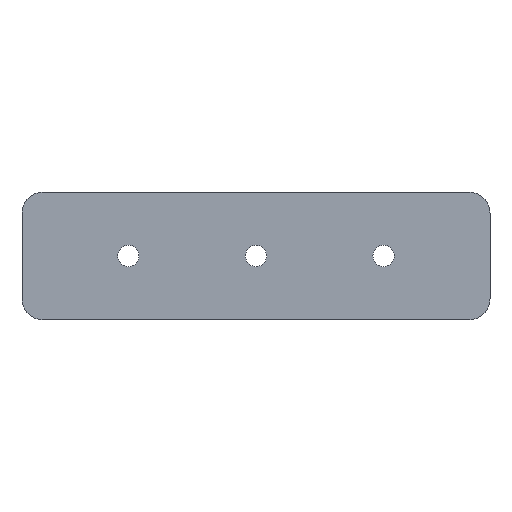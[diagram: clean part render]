
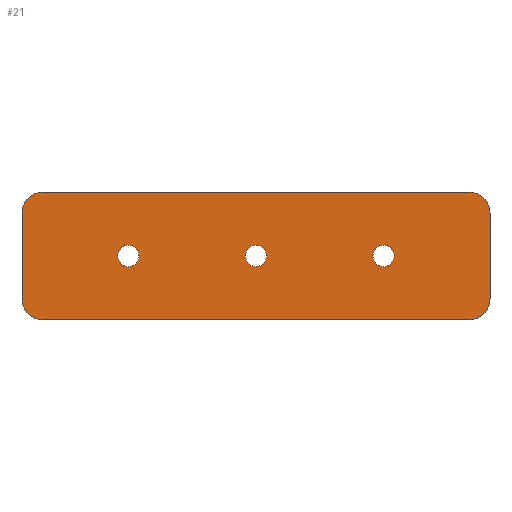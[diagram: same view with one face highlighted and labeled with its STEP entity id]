
A CAD part, top view. The second image highlights one B-rep face of the part: STEP entity #21.
In plain terms, the highlighted planar face has unit normal (0, 0, 1).
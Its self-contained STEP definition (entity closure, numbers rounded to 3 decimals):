
#4 = AXIS2_PLACEMENT_3D ( 'NONE', #130, #127, #363 ) ;
#11 = VERTEX_POINT ( 'NONE', #175 ) ;
#16 = EDGE_CURVE ( 'NONE', #550, #150, #504, .T. ) ;
#20 = VECTOR ( 'NONE', #481, 1000. ) ;
#21 = ADVANCED_FACE ( 'NONE', ( #427, #258, #240, #47 ), #405, .F. ) ;
#28 = DIRECTION ( 'NONE',  ( 0., 0., -1. ) ) ;
#29 = CARTESIAN_POINT ( 'NONE',  ( -11., 0., 1. ) ) ;
#31 = ORIENTED_EDGE ( 'NONE', *, *, #381, .T. ) ;
#32 = CARTESIAN_POINT ( 'NONE',  ( -1., 0., 1. ) ) ;
#34 = CARTESIAN_POINT ( 'NONE',  ( -20., -4., 1. ) ) ;
#44 = CARTESIAN_POINT ( 'NONE',  ( -20., 6., 1. ) ) ;
#46 = AXIS2_PLACEMENT_3D ( 'NONE', #182, #414, #320 ) ;
#47 = FACE_OUTER_BOUND ( 'NONE', #532, .T. ) ;
#54 = ORIENTED_EDGE ( 'NONE', *, *, #86, .T. ) ;
#69 = AXIS2_PLACEMENT_3D ( 'NONE', #34, #479, #207 ) ;
#70 = VERTEX_POINT ( 'NONE', #261 ) ;
#83 = CARTESIAN_POINT ( 'NONE',  ( -20., -6., 1. ) ) ;
#86 = EDGE_CURVE ( 'NONE', #457, #179, #591, .T. ) ;
#87 = LINE ( 'NONE', #215, #555 ) ;
#95 = CARTESIAN_POINT ( 'NONE',  ( 20., 6., 1. ) ) ;
#98 = VERTEX_POINT ( 'NONE', #307 ) ;
#99 = VERTEX_POINT ( 'NONE', #83 ) ;
#126 = ORIENTED_EDGE ( 'NONE', *, *, #189, .T. ) ;
#127 = DIRECTION ( 'NONE',  ( 0., 0., 1. ) ) ;
#128 = ORIENTED_EDGE ( 'NONE', *, *, #142, .T. ) ;
#130 = CARTESIAN_POINT ( 'NONE',  ( 20., 4., 1. ) ) ;
#136 = VERTEX_POINT ( 'NONE', #44 ) ;
#138 = CARTESIAN_POINT ( 'NONE',  ( -12., 0., 1. ) ) ;
#141 = VERTEX_POINT ( 'NONE', #366 ) ;
#142 = EDGE_CURVE ( 'NONE', #340, #347, #345, .T. ) ;
#147 = VECTOR ( 'NONE', #387, 1000. ) ;
#149 = ORIENTED_EDGE ( 'NONE', *, *, #289, .T. ) ;
#150 = VERTEX_POINT ( 'NONE', #95 ) ;
#158 = DIRECTION ( 'NONE',  ( -1., 0., 0. ) ) ;
#164 = CARTESIAN_POINT ( 'NONE',  ( -12., 0., 1. ) ) ;
#166 = LINE ( 'NONE', #249, #147 ) ;
#167 = LINE ( 'NONE', #375, #565 ) ;
#173 = AXIS2_PLACEMENT_3D ( 'NONE', #138, #547, #236 ) ;
#175 = CARTESIAN_POINT ( 'NONE',  ( 20., -6., 1. ) ) ;
#177 = EDGE_LOOP ( 'NONE', ( #379, #128 ) ) ;
#179 = VERTEX_POINT ( 'NONE', #503 ) ;
#182 = CARTESIAN_POINT ( 'NONE',  ( 0., 0., 1. ) ) ;
#189 = EDGE_CURVE ( 'NONE', #11, #198, #556, .T. ) ;
#198 = VERTEX_POINT ( 'NONE', #557 ) ;
#199 = ORIENTED_EDGE ( 'NONE', *, *, #455, .T. ) ;
#200 = DIRECTION ( 'NONE',  ( 0., 0., 1. ) ) ;
#207 = DIRECTION ( 'NONE',  ( -1., 0., 0. ) ) ;
#210 = CIRCLE ( 'NONE', #545, 1. ) ;
#215 = CARTESIAN_POINT ( 'NONE',  ( -22., -6., 1. ) ) ;
#216 = EDGE_CURVE ( 'NONE', #141, #259, #312, .T. ) ;
#222 = EDGE_LOOP ( 'NONE', ( #54, #437 ) ) ;
#235 = EDGE_CURVE ( 'NONE', #70, #98, #167, .T. ) ;
#236 = DIRECTION ( 'NONE',  ( -1., 0., 0. ) ) ;
#237 = CARTESIAN_POINT ( 'NONE',  ( 20., -4., 1. ) ) ;
#240 = FACE_BOUND ( 'NONE', #177, .T. ) ;
#243 = AXIS2_PLACEMENT_3D ( 'NONE', #489, #535, #302 ) ;
#249 = CARTESIAN_POINT ( 'NONE',  ( 22., -6., 1. ) ) ;
#250 = ORIENTED_EDGE ( 'NONE', *, *, #463, .T. ) ;
#258 = FACE_BOUND ( 'NONE', #222, .T. ) ;
#259 = VERTEX_POINT ( 'NONE', #293 ) ;
#261 = CARTESIAN_POINT ( 'NONE',  ( -22., 4., 1. ) ) ;
#263 = CIRCLE ( 'NONE', #69, 2. ) ;
#266 = CARTESIAN_POINT ( 'NONE',  ( 12., 0., 1. ) ) ;
#268 = DIRECTION ( 'NONE',  ( 0., 0., -1. ) ) ;
#279 = ORIENTED_EDGE ( 'NONE', *, *, #354, .T. ) ;
#280 = DIRECTION ( 'NONE',  ( -1., 0., 0. ) ) ;
#289 = EDGE_CURVE ( 'NONE', #198, #550, #166, .T. ) ;
#293 = CARTESIAN_POINT ( 'NONE',  ( 13., 0., 1. ) ) ;
#302 = DIRECTION ( 'NONE',  ( -1., 0., 0. ) ) ;
#307 = CARTESIAN_POINT ( 'NONE',  ( -22., -4., 1. ) ) ;
#311 = EDGE_CURVE ( 'NONE', #136, #70, #421, .T. ) ;
#312 = CIRCLE ( 'NONE', #324, 1. ) ;
#317 = DIRECTION ( 'NONE',  ( 0., 0., 1. ) ) ;
#320 = DIRECTION ( 'NONE',  ( -1., 0., 0. ) ) ;
#324 = AXIS2_PLACEMENT_3D ( 'NONE', #466, #513, #280 ) ;
#332 = ORIENTED_EDGE ( 'NONE', *, *, #16, .T. ) ;
#340 = VERTEX_POINT ( 'NONE', #29 ) ;
#343 = EDGE_CURVE ( 'NONE', #179, #457, #514, .T. ) ;
#345 = CIRCLE ( 'NONE', #173, 1. ) ;
#347 = VERTEX_POINT ( 'NONE', #573 ) ;
#348 = ORIENTED_EDGE ( 'NONE', *, *, #235, .T. ) ;
#354 = EDGE_CURVE ( 'NONE', #98, #99, #263, .T. ) ;
#363 = DIRECTION ( 'NONE',  ( -1., 0., 0. ) ) ;
#366 = CARTESIAN_POINT ( 'NONE',  ( 11., 0., 1. ) ) ;
#369 = ORIENTED_EDGE ( 'NONE', *, *, #216, .T. ) ;
#374 = AXIS2_PLACEMENT_3D ( 'NONE', #237, #317, #464 ) ;
#375 = CARTESIAN_POINT ( 'NONE',  ( -22., -6., 1. ) ) ;
#376 = EDGE_CURVE ( 'NONE', #347, #340, #210, .T. ) ;
#379 = ORIENTED_EDGE ( 'NONE', *, *, #376, .T. ) ;
#381 = EDGE_CURVE ( 'NONE', #150, #136, #502, .T. ) ;
#383 = ORIENTED_EDGE ( 'NONE', *, *, #311, .T. ) ;
#385 = DIRECTION ( 'NONE',  ( -1., 0., 0. ) ) ;
#387 = DIRECTION ( 'NONE',  ( 0., 1., 0. ) ) ;
#393 = CARTESIAN_POINT ( 'NONE',  ( -22., 6., 1. ) ) ;
#405 = PLANE ( 'NONE',  #243 ) ;
#408 = CARTESIAN_POINT ( 'NONE',  ( 22., 4., 1. ) ) ;
#414 = DIRECTION ( 'NONE',  ( 0., 0., -1. ) ) ;
#421 = CIRCLE ( 'NONE', #530, 2. ) ;
#427 = FACE_BOUND ( 'NONE', #469, .T. ) ;
#428 = CARTESIAN_POINT ( 'NONE',  ( -20., 4., 1. ) ) ;
#437 = ORIENTED_EDGE ( 'NONE', *, *, #343, .T. ) ;
#441 = DIRECTION ( 'NONE',  ( -1., 0., 0. ) ) ;
#453 = DIRECTION ( 'NONE',  ( 1., 0., 0. ) ) ;
#455 = EDGE_CURVE ( 'NONE', #259, #141, #456, .T. ) ;
#456 = CIRCLE ( 'NONE', #590, 1. ) ;
#457 = VERTEX_POINT ( 'NONE', #32 ) ;
#463 = EDGE_CURVE ( 'NONE', #99, #11, #87, .T. ) ;
#464 = DIRECTION ( 'NONE',  ( -1., 0., 0. ) ) ;
#466 = CARTESIAN_POINT ( 'NONE',  ( 12., 0., 1. ) ) ;
#469 = EDGE_LOOP ( 'NONE', ( #369, #199 ) ) ;
#479 = DIRECTION ( 'NONE',  ( 0., 0., 1. ) ) ;
#481 = DIRECTION ( 'NONE',  ( -1., 0., 0. ) ) ;
#487 = DIRECTION ( 'NONE',  ( -1., 0., 0. ) ) ;
#489 = CARTESIAN_POINT ( 'NONE',  ( 0., 0., 1. ) ) ;
#502 = LINE ( 'NONE', #393, #20 ) ;
#503 = CARTESIAN_POINT ( 'NONE',  ( 1., 0., 1. ) ) ;
#504 = CIRCLE ( 'NONE', #4, 2. ) ;
#507 = DIRECTION ( 'NONE',  ( 0., -1., 0. ) ) ;
#509 = AXIS2_PLACEMENT_3D ( 'NONE', #579, #581, #441 ) ;
#513 = DIRECTION ( 'NONE',  ( 0., 0., -1. ) ) ;
#514 = CIRCLE ( 'NONE', #509, 1. ) ;
#530 = AXIS2_PLACEMENT_3D ( 'NONE', #428, #200, #385 ) ;
#532 = EDGE_LOOP ( 'NONE', ( #348, #279, #250, #126, #149, #332, #31, #383 ) ) ;
#535 = DIRECTION ( 'NONE',  ( 0., 0., -1. ) ) ;
#545 = AXIS2_PLACEMENT_3D ( 'NONE', #164, #28, #158 ) ;
#547 = DIRECTION ( 'NONE',  ( 0., 0., -1. ) ) ;
#550 = VERTEX_POINT ( 'NONE', #408 ) ;
#555 = VECTOR ( 'NONE', #453, 1000. ) ;
#556 = CIRCLE ( 'NONE', #374, 2. ) ;
#557 = CARTESIAN_POINT ( 'NONE',  ( 22., -4., 1. ) ) ;
#565 = VECTOR ( 'NONE', #507, 1000. ) ;
#573 = CARTESIAN_POINT ( 'NONE',  ( -13., 0., 1. ) ) ;
#579 = CARTESIAN_POINT ( 'NONE',  ( 0., 0., 1. ) ) ;
#581 = DIRECTION ( 'NONE',  ( 0., 0., -1. ) ) ;
#590 = AXIS2_PLACEMENT_3D ( 'NONE', #266, #268, #487 ) ;
#591 = CIRCLE ( 'NONE', #46, 1. ) ;
